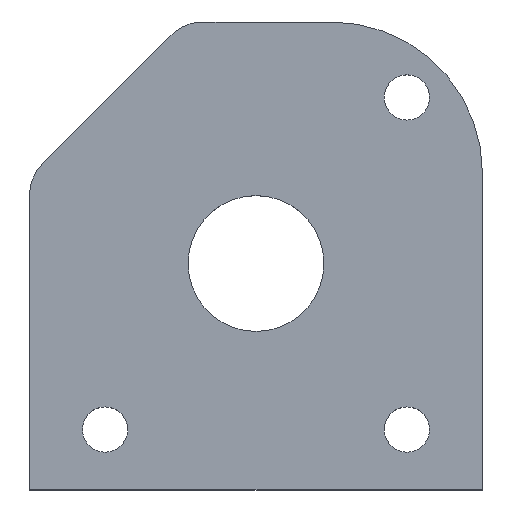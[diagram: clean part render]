
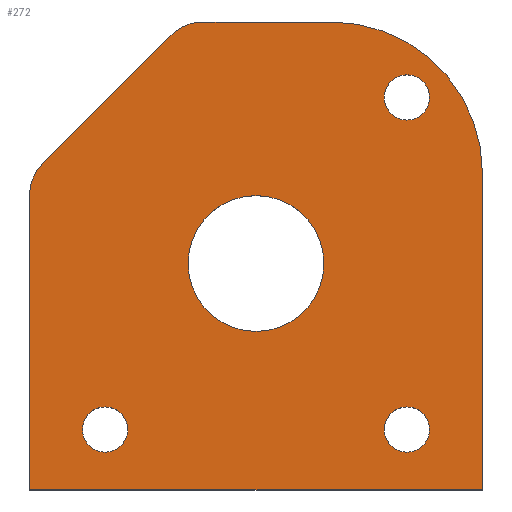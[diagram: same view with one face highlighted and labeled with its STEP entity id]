
A CAD part, top view. The second image highlights one B-rep face of the part: STEP entity #272.
In plain terms, the highlighted planar face has unit normal (0, 0, 1).
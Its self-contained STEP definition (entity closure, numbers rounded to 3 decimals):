
#19=FACE_BOUND('',#72,.T.);
#20=FACE_BOUND('',#73,.T.);
#21=FACE_BOUND('',#74,.T.);
#22=FACE_BOUND('',#75,.T.);
#23=CIRCLE('',#293,10.);
#31=CIRCLE('',#306,3.);
#32=CIRCLE('',#308,3.);
#33=CIRCLE('',#311,1.5);
#34=CIRCLE('',#312,1.5);
#35=CIRCLE('',#313,1.5);
#36=CIRCLE('',#314,4.5);
#53=FACE_OUTER_BOUND('',#71,.T.);
#71=EDGE_LOOP('',(#228,#229,#230,#231,#232,#233,#234,#235));
#72=EDGE_LOOP('',(#236));
#73=EDGE_LOOP('',(#237));
#74=EDGE_LOOP('',(#238));
#75=EDGE_LOOP('',(#239));
#80=LINE('',#403,#102);
#85=LINE('',#417,#107);
#88=LINE('',#423,#110);
#91=LINE('',#429,#113);
#97=LINE('',#456,#119);
#102=VECTOR('',#323,10.);
#107=VECTOR('',#336,10.);
#110=VECTOR('',#341,10.);
#113=VECTOR('',#346,10.);
#119=VECTOR('',#376,10.);
#124=VERTEX_POINT('',#401);
#125=VERTEX_POINT('',#402);
#128=VERTEX_POINT('',#410);
#130=VERTEX_POINT('',#416);
#132=VERTEX_POINT('',#422);
#134=VERTEX_POINT('',#428);
#142=VERTEX_POINT('',#448);
#143=VERTEX_POINT('',#452);
#144=VERTEX_POINT('',#458);
#145=VERTEX_POINT('',#460);
#146=VERTEX_POINT('',#462);
#147=VERTEX_POINT('',#464);
#148=EDGE_CURVE('',#124,#125,#80,.T.);
#152=EDGE_CURVE('',#125,#128,#23,.T.);
#155=EDGE_CURVE('',#128,#130,#85,.T.);
#158=EDGE_CURVE('',#130,#132,#88,.T.);
#161=EDGE_CURVE('',#132,#134,#91,.T.);
#171=EDGE_CURVE('',#134,#142,#31,.T.);
#173=EDGE_CURVE('',#143,#124,#32,.T.);
#175=EDGE_CURVE('',#142,#143,#97,.T.);
#176=EDGE_CURVE('',#144,#144,#33,.T.);
#177=EDGE_CURVE('',#145,#145,#34,.T.);
#178=EDGE_CURVE('',#146,#146,#35,.T.);
#179=EDGE_CURVE('',#147,#147,#36,.T.);
#228=ORIENTED_EDGE('',*,*,#158,.F.);
#229=ORIENTED_EDGE('',*,*,#155,.F.);
#230=ORIENTED_EDGE('',*,*,#152,.F.);
#231=ORIENTED_EDGE('',*,*,#148,.F.);
#232=ORIENTED_EDGE('',*,*,#173,.F.);
#233=ORIENTED_EDGE('',*,*,#175,.F.);
#234=ORIENTED_EDGE('',*,*,#171,.F.);
#235=ORIENTED_EDGE('',*,*,#161,.F.);
#236=ORIENTED_EDGE('',*,*,#176,.F.);
#237=ORIENTED_EDGE('',*,*,#177,.F.);
#238=ORIENTED_EDGE('',*,*,#178,.F.);
#239=ORIENTED_EDGE('',*,*,#179,.F.);
#262=PLANE('',#310);
#272=ADVANCED_FACE('',(#53,#19,#20,#21,#22),#262,.T.);
#293=AXIS2_PLACEMENT_3D('',#411,#329,#330);
#306=AXIS2_PLACEMENT_3D('',#449,#366,#367);
#308=AXIS2_PLACEMENT_3D('',#453,#371,#372);
#310=AXIS2_PLACEMENT_3D('',#457,#377,#378);
#311=AXIS2_PLACEMENT_3D('',#459,#379,#380);
#312=AXIS2_PLACEMENT_3D('',#461,#381,#382);
#313=AXIS2_PLACEMENT_3D('',#463,#383,#384);
#314=AXIS2_PLACEMENT_3D('',#465,#385,#386);
#323=DIRECTION('',(1.,0.,0.));
#329=DIRECTION('center_axis',(0.,0.,-1.));
#330=DIRECTION('ref_axis',(0.707,0.707,0.));
#336=DIRECTION('',(0.,-1.,0.));
#341=DIRECTION('',(-1.,0.,0.));
#346=DIRECTION('',(0.,1.,0.));
#366=DIRECTION('center_axis',(0.,0.,-1.));
#367=DIRECTION('ref_axis',(-0.924,0.383,0.));
#371=DIRECTION('center_axis',(0.,0.,-1.));
#372=DIRECTION('ref_axis',(-0.383,0.924,0.));
#376=DIRECTION('',(0.707,0.707,0.));
#377=DIRECTION('center_axis',(0.,0.,1.));
#378=DIRECTION('ref_axis',(1.,0.,0.));
#379=DIRECTION('center_axis',(0.,0.,1.));
#380=DIRECTION('ref_axis',(1.,0.,0.));
#381=DIRECTION('center_axis',(0.,0.,1.));
#382=DIRECTION('ref_axis',(1.,0.,0.));
#383=DIRECTION('center_axis',(0.,0.,1.));
#384=DIRECTION('ref_axis',(1.,0.,0.));
#385=DIRECTION('center_axis',(0.,0.,1.));
#386=DIRECTION('ref_axis',(1.,0.,0.));
#401=CARTESIAN_POINT('',(11.485,84.,3.));
#402=CARTESIAN_POINT('',(20.,84.,3.));
#403=CARTESIAN_POINT('',(7.5,84.,3.));
#410=CARTESIAN_POINT('',(30.,74.,3.));
#411=CARTESIAN_POINT('Origin',(20.,74.,3.));
#416=CARTESIAN_POINT('',(30.,53.,3.));
#417=CARTESIAN_POINT('',(30.,38.,3.));
#422=CARTESIAN_POINT('',(0.,53.,3.));
#423=CARTESIAN_POINT('',(1.5,53.,3.));
#428=CARTESIAN_POINT('',(0.,72.515,3.));
#429=CARTESIAN_POINT('',(0.,38.,3.));
#448=CARTESIAN_POINT('',(0.879,74.636,3.));
#449=CARTESIAN_POINT('Origin',(3.,72.515,3.));
#452=CARTESIAN_POINT('',(9.364,83.121,3.));
#453=CARTESIAN_POINT('Origin',(11.485,81.,3.));
#456=CARTESIAN_POINT('',(-3.818,69.939,3.));
#457=CARTESIAN_POINT('Origin',(15.,68.,3.));
#458=CARTESIAN_POINT('',(3.5,57.,3.));
#459=CARTESIAN_POINT('Origin',(5.,57.,3.));
#460=CARTESIAN_POINT('',(23.5,57.,3.));
#461=CARTESIAN_POINT('Origin',(25.,57.,3.));
#462=CARTESIAN_POINT('',(23.5,79.,3.));
#463=CARTESIAN_POINT('Origin',(25.,79.,3.));
#464=CARTESIAN_POINT('',(10.5,68.,3.));
#465=CARTESIAN_POINT('Origin',(15.,68.,3.));
